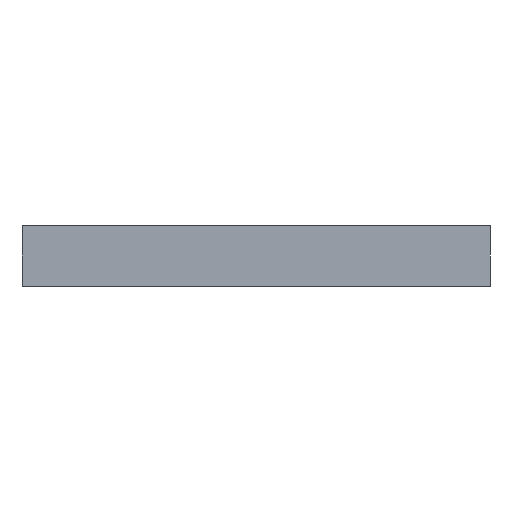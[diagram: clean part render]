
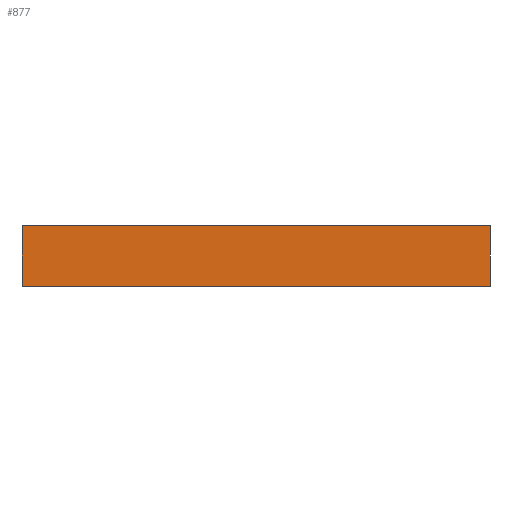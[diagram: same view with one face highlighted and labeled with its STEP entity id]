
A CAD part, left-side view. The second image highlights one B-rep face of the part: STEP entity #877.
In plain terms, the highlighted planar face has unit normal (-1, 0, 0).
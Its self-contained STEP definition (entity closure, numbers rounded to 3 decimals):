
#37=FACE_OUTER_BOUND('',#81,.T.);
#81=EDGE_LOOP('',(#619,#620,#621,#622));
#125=LINE('',#1213,#247);
#163=LINE('',#1296,#285);
#164=LINE('',#1298,#286);
#165=LINE('',#1299,#287);
#247=VECTOR('',#987,10.);
#285=VECTOR('',#1045,10.);
#286=VECTOR('',#1046,10.);
#287=VECTOR('',#1047,10.);
#369=VERTEX_POINT('',#1211);
#370=VERTEX_POINT('',#1212);
#405=VERTEX_POINT('',#1295);
#406=VERTEX_POINT('',#1297);
#453=EDGE_CURVE('',#369,#370,#125,.T.);
#491=EDGE_CURVE('',#405,#370,#163,.T.);
#492=EDGE_CURVE('',#405,#406,#164,.T.);
#493=EDGE_CURVE('',#369,#406,#165,.T.);
#619=ORIENTED_EDGE('',*,*,#453,.T.);
#620=ORIENTED_EDGE('',*,*,#491,.F.);
#621=ORIENTED_EDGE('',*,*,#492,.T.);
#622=ORIENTED_EDGE('',*,*,#493,.F.);
#835=PLANE('',#935);
#877=ADVANCED_FACE('',(#37),#835,.T.);
#935=AXIS2_PLACEMENT_3D('',#1294,#1043,#1044);
#987=DIRECTION('',(0.,0.,-1.));
#1043=DIRECTION('center_axis',(-1.,0.,0.));
#1044=DIRECTION('ref_axis',(0.,-1.,0.));
#1045=DIRECTION('',(0.,1.,0.));
#1046=DIRECTION('',(0.,0.,1.));
#1047=DIRECTION('',(0.,-1.,0.));
#1211=CARTESIAN_POINT('',(-267.5,29.,1.5));
#1212=CARTESIAN_POINT('',(-267.5,29.,-2.5));
#1213=CARTESIAN_POINT('',(-267.5,29.,0.));
#1294=CARTESIAN_POINT('Origin',(-267.5,30.,0.));
#1295=CARTESIAN_POINT('',(-267.5,-2.,-2.5));
#1296=CARTESIAN_POINT('',(-267.5,30.,-2.5));
#1297=CARTESIAN_POINT('',(-267.5,-2.,1.5));
#1298=CARTESIAN_POINT('',(-267.5,-2.,0.));
#1299=CARTESIAN_POINT('',(-267.5,22.,1.5));
